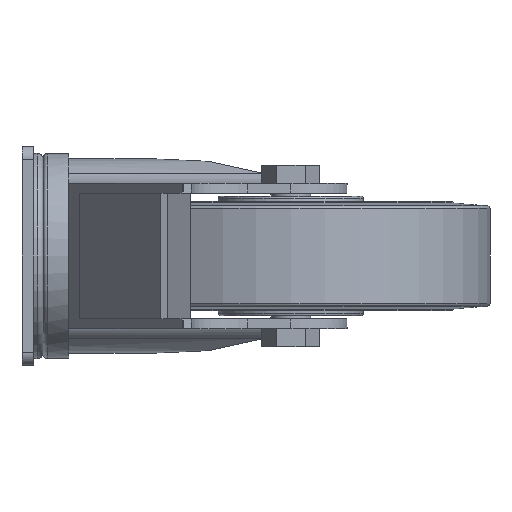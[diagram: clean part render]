
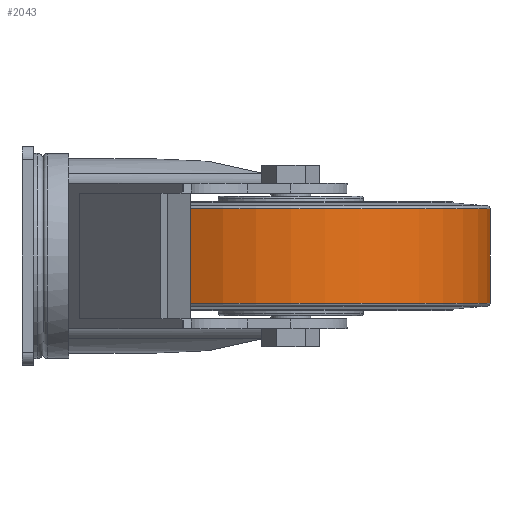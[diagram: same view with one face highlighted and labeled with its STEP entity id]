
A CAD part, left-side view. The second image highlights one B-rep face of the part: STEP entity #2043.
In plain terms, the highlighted cylindrical face has radius 100 mm (diameter 200 mm), a full revolution.
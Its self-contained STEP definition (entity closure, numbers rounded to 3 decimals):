
#986=ORIENTED_EDGE('',*,*,#1274,.T.);
#987=ORIENTED_EDGE('',*,*,#1273,.F.);
#1273=EDGE_CURVE('',#1468,#1468,#1557,.T.);
#1274=EDGE_CURVE('',#1469,#1469,#1558,.T.);
#1468=VERTEX_POINT('',#3481);
#1469=VERTEX_POINT('',#3484);
#1557=CIRCLE('',#2260,100.);
#1558=CIRCLE('',#2262,100.);
#1711=EDGE_LOOP('',(#986));
#1712=EDGE_LOOP('',(#987));
#1877=FACE_BOUND('',#1711,.T.);
#1878=FACE_BOUND('',#1712,.T.);
#1934=CYLINDRICAL_SURFACE('',#2261,100.);
#2043=ADVANCED_FACE('',(#1877,#1878),#1934,.T.);
#2260=AXIS2_PLACEMENT_3D('',#3480,#2840,#2841);
#2261=AXIS2_PLACEMENT_3D('',#3482,#2842,#2843);
#2262=AXIS2_PLACEMENT_3D('',#3483,#2844,#2845);
#2840=DIRECTION('',(0.,0.,-1.));
#2841=DIRECTION('',(-1.,0.,0.));
#2842=DIRECTION('',(0.,0.,-1.));
#2843=DIRECTION('',(-1.,0.,0.));
#2844=DIRECTION('',(0.,0.,-1.));
#2845=DIRECTION('',(-1.,0.,0.));
#3480=CARTESIAN_POINT('',(0.,0.,-23.626));
#3481=CARTESIAN_POINT('',(-100.,0.,-23.626));
#3482=CARTESIAN_POINT('',(0.,0.,-30.));
#3483=CARTESIAN_POINT('',(0.,0.,23.626));
#3484=CARTESIAN_POINT('',(-100.,0.,23.626));
